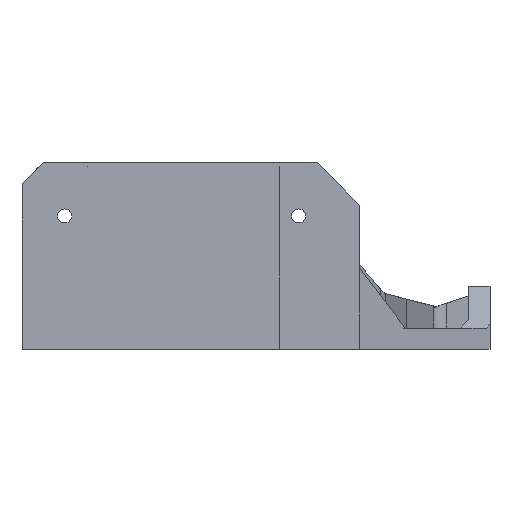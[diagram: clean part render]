
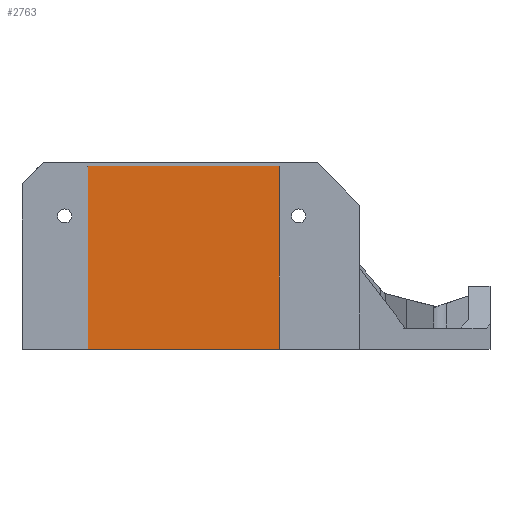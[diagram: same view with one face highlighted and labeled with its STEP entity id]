
A CAD part, front view. The second image highlights one B-rep face of the part: STEP entity #2763.
In plain terms, the highlighted planar face has unit normal (0, -1, 0).
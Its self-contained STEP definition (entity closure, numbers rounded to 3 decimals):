
#992 = PLANE('',#993);
#993 = AXIS2_PLACEMENT_3D('',#994,#995,#996);
#994 = CARTESIAN_POINT('',(12.924,11.509,
    -20.));
#995 = DIRECTION('',(0.,0.,-1.));
#996 = DIRECTION('',(0.,-1.,0.));
#2217 = VERTEX_POINT('',#2218);
#2218 = CARTESIAN_POINT('',(-42.,-68.501,23.));
#2227 = PLANE('',#2228);
#2228 = AXIS2_PLACEMENT_3D('',#2229,#2230,#2231);
#2229 = CARTESIAN_POINT('',(-42.,-68.501,-20.));
#2230 = DIRECTION('',(1.,0.,0.));
#2231 = DIRECTION('',(0.,0.,1.));
#2239 = PLANE('',#2240);
#2240 = AXIS2_PLACEMENT_3D('',#2241,#2242,#2243);
#2241 = CARTESIAN_POINT('',(-42.,-68.501,23.));
#2242 = DIRECTION('',(0.,0.,1.));
#2243 = DIRECTION('',(1.,0.,0.));
#2251 = EDGE_CURVE('',#2252,#2217,#2254,.T.);
#2252 = VERTEX_POINT('',#2253);
#2253 = CARTESIAN_POINT('',(-42.,-68.501,-20.));
#2254 = SURFACE_CURVE('',#2255,(#2259,#2266),.PCURVE_S1.);
#2255 = LINE('',#2256,#2257);
#2256 = CARTESIAN_POINT('',(-42.,-68.501,-20.));
#2257 = VECTOR('',#2258,1.);
#2258 = DIRECTION('',(0.,0.,1.));
#2259 = PCURVE('',#2227,#2260);
#2260 = DEFINITIONAL_REPRESENTATION('',(#2261),#2265);
#2261 = LINE('',#2262,#2263);
#2262 = CARTESIAN_POINT('',(0.,0.));
#2263 = VECTOR('',#2264,1.);
#2264 = DIRECTION('',(1.,0.));
#2265 = ( GEOMETRIC_REPRESENTATION_CONTEXT(2) 
PARAMETRIC_REPRESENTATION_CONTEXT() REPRESENTATION_CONTEXT('2D SPACE',''
  ) );
#2266 = PCURVE('',#2267,#2272);
#2267 = PLANE('',#2268);
#2268 = AXIS2_PLACEMENT_3D('',#2269,#2270,#2271);
#2269 = CARTESIAN_POINT('',(-42.,-68.501,-20.));
#2270 = DIRECTION('',(0.,1.,0.));
#2271 = DIRECTION('',(0.,0.,1.));
#2272 = DEFINITIONAL_REPRESENTATION('',(#2273),#2277);
#2273 = LINE('',#2274,#2275);
#2274 = CARTESIAN_POINT('',(0.,0.));
#2275 = VECTOR('',#2276,1.);
#2276 = DIRECTION('',(1.,0.));
#2277 = ( GEOMETRIC_REPRESENTATION_CONTEXT(2) 
PARAMETRIC_REPRESENTATION_CONTEXT() REPRESENTATION_CONTEXT('2D SPACE',''
  ) );
#2330 = EDGE_CURVE('',#2217,#2331,#2333,.T.);
#2331 = VERTEX_POINT('',#2332);
#2332 = CARTESIAN_POINT('',(3.,-68.501,23.));
#2333 = SURFACE_CURVE('',#2334,(#2338,#2345),.PCURVE_S1.);
#2334 = LINE('',#2335,#2336);
#2335 = CARTESIAN_POINT('',(-42.,-68.501,23.));
#2336 = VECTOR('',#2337,1.);
#2337 = DIRECTION('',(1.,0.,0.));
#2338 = PCURVE('',#2239,#2339);
#2339 = DEFINITIONAL_REPRESENTATION('',(#2340),#2344);
#2340 = LINE('',#2341,#2342);
#2341 = CARTESIAN_POINT('',(0.,0.));
#2342 = VECTOR('',#2343,1.);
#2343 = DIRECTION('',(1.,0.));
#2344 = ( GEOMETRIC_REPRESENTATION_CONTEXT(2) 
PARAMETRIC_REPRESENTATION_CONTEXT() REPRESENTATION_CONTEXT('2D SPACE',''
  ) );
#2345 = PCURVE('',#2267,#2346);
#2346 = DEFINITIONAL_REPRESENTATION('',(#2347),#2351);
#2347 = LINE('',#2348,#2349);
#2348 = CARTESIAN_POINT('',(43.,0.));
#2349 = VECTOR('',#2350,1.);
#2350 = DIRECTION('',(0.,1.));
#2351 = ( GEOMETRIC_REPRESENTATION_CONTEXT(2) 
PARAMETRIC_REPRESENTATION_CONTEXT() REPRESENTATION_CONTEXT('2D SPACE',''
  ) );
#2369 = PLANE('',#2370);
#2370 = AXIS2_PLACEMENT_3D('',#2371,#2372,#2373);
#2371 = CARTESIAN_POINT('',(3.,-68.501,-20.));
#2372 = DIRECTION('',(1.,0.,0.));
#2373 = DIRECTION('',(0.,0.,1.));
#2763 = ADVANCED_FACE('',(#2764),#2267,.F.);
#2764 = FACE_BOUND('',#2765,.F.);
#2765 = EDGE_LOOP('',(#2766,#2789,#2790,#2791));
#2766 = ORIENTED_EDGE('',*,*,#2767,.F.);
#2767 = EDGE_CURVE('',#2252,#2768,#2770,.T.);
#2768 = VERTEX_POINT('',#2769);
#2769 = CARTESIAN_POINT('',(3.,-68.501,-20.));
#2770 = SURFACE_CURVE('',#2771,(#2775,#2782),.PCURVE_S1.);
#2771 = LINE('',#2772,#2773);
#2772 = CARTESIAN_POINT('',(-42.,-68.501,-20.));
#2773 = VECTOR('',#2774,1.);
#2774 = DIRECTION('',(1.,0.,0.));
#2775 = PCURVE('',#2267,#2776);
#2776 = DEFINITIONAL_REPRESENTATION('',(#2777),#2781);
#2777 = LINE('',#2778,#2779);
#2778 = CARTESIAN_POINT('',(0.,0.));
#2779 = VECTOR('',#2780,1.);
#2780 = DIRECTION('',(0.,1.));
#2781 = ( GEOMETRIC_REPRESENTATION_CONTEXT(2) 
PARAMETRIC_REPRESENTATION_CONTEXT() REPRESENTATION_CONTEXT('2D SPACE',''
  ) );
#2782 = PCURVE('',#992,#2783);
#2783 = DEFINITIONAL_REPRESENTATION('',(#2784),#2788);
#2784 = LINE('',#2785,#2786);
#2785 = CARTESIAN_POINT('',(80.01,54.924));
#2786 = VECTOR('',#2787,1.);
#2787 = DIRECTION('',(0.,-1.));
#2788 = ( GEOMETRIC_REPRESENTATION_CONTEXT(2) 
PARAMETRIC_REPRESENTATION_CONTEXT() REPRESENTATION_CONTEXT('2D SPACE',''
  ) );
#2789 = ORIENTED_EDGE('',*,*,#2251,.T.);
#2790 = ORIENTED_EDGE('',*,*,#2330,.T.);
#2791 = ORIENTED_EDGE('',*,*,#2792,.F.);
#2792 = EDGE_CURVE('',#2768,#2331,#2793,.T.);
#2793 = SURFACE_CURVE('',#2794,(#2798,#2805),.PCURVE_S1.);
#2794 = LINE('',#2795,#2796);
#2795 = CARTESIAN_POINT('',(3.,-68.501,-20.));
#2796 = VECTOR('',#2797,1.);
#2797 = DIRECTION('',(0.,0.,1.));
#2798 = PCURVE('',#2267,#2799);
#2799 = DEFINITIONAL_REPRESENTATION('',(#2800),#2804);
#2800 = LINE('',#2801,#2802);
#2801 = CARTESIAN_POINT('',(0.,45.));
#2802 = VECTOR('',#2803,1.);
#2803 = DIRECTION('',(1.,0.));
#2804 = ( GEOMETRIC_REPRESENTATION_CONTEXT(2) 
PARAMETRIC_REPRESENTATION_CONTEXT() REPRESENTATION_CONTEXT('2D SPACE',''
  ) );
#2805 = PCURVE('',#2369,#2806);
#2806 = DEFINITIONAL_REPRESENTATION('',(#2807),#2811);
#2807 = LINE('',#2808,#2809);
#2808 = CARTESIAN_POINT('',(0.,0.));
#2809 = VECTOR('',#2810,1.);
#2810 = DIRECTION('',(1.,0.));
#2811 = ( GEOMETRIC_REPRESENTATION_CONTEXT(2) 
PARAMETRIC_REPRESENTATION_CONTEXT() REPRESENTATION_CONTEXT('2D SPACE',''
  ) );
